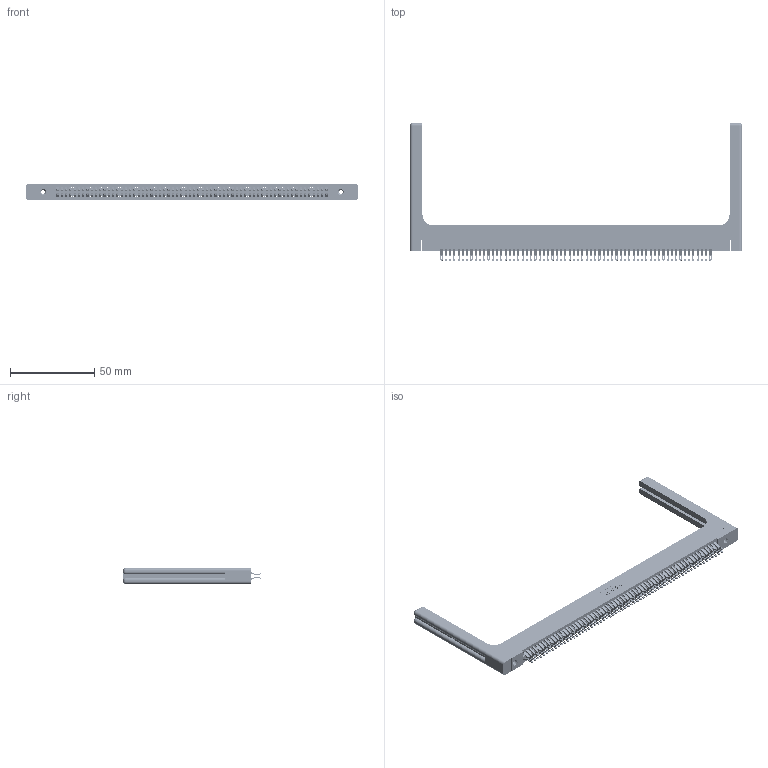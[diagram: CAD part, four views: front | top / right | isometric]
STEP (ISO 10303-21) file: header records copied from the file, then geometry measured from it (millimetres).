
FILE_DESCRIPTION (( 'STEP AP203' ), '1' );
FILE_NAME ('345-128-555-258.STEP', '2019-11-07T09:38:51', ( '' ), ( '' ), 'SwSTEP 2.0', 'SolidWorks 2016', '' );
FILE_SCHEMA (( 'CONFIG_CONTROL_DESIGN' ));
Length unit declared in the file: inch
Products named in the file (5): 345-250-001_345-250-001-102; 345-128-555-258; 345-220-058_345-220-058; 345 Part_Flush Mounting Lugs - 0.156 Dia-TH; 345-292-001_555 Tail
Assembly tree (133 placements, depth 2):
  345-128-555-258
    345 Part_Flush Mounting Lugs - 0.156 Dia-TH
    345-292-001_555 Tail  x128
    345-250-001_345-250-001-102  x2
    345-220-058_345-220-058  x2
Bounding box: 197.59 x 82.09 x 9.4 mm (x, y, z)
Volume: 28244.4 mm3; surface area: 35998.5 mm2
Topology: 133 solids, 133 shells, 7550 faces, 23663 edges, 15754 vertices
Faces by surface type: plane 4196, cylinder 3294, bspline 36, cone 12, sphere 8, torus 4
Entity records: 52762 total; most frequent: CARTESIAN_POINT 9851, ORIENTED_EDGE 8552, DIRECTION 7560, EDGE_CURVE 4276, VECTOR 3776, LINE 3776, VERTEX_POINT 2842, AXIS2_PLACEMENT_3D 1892
